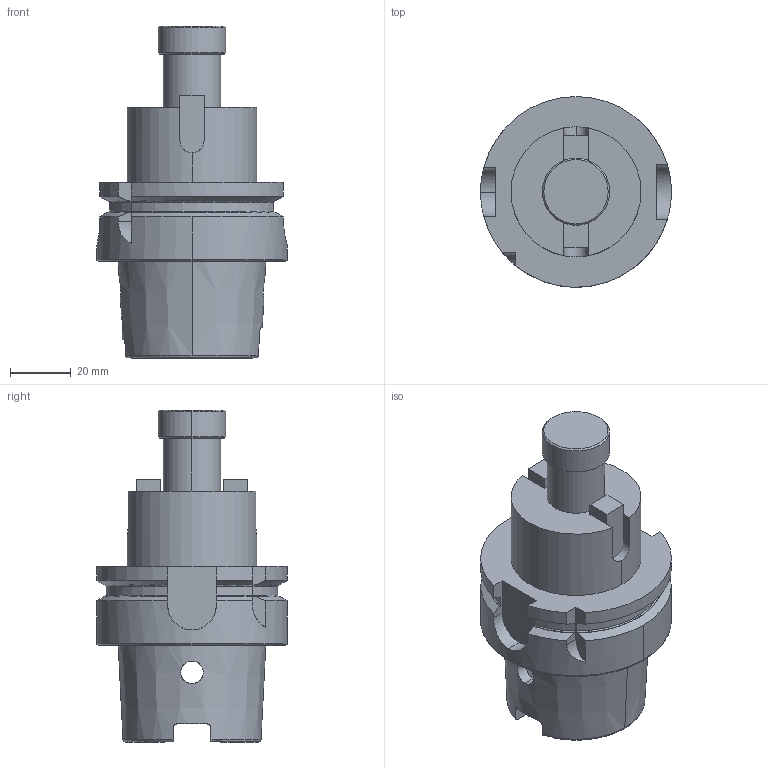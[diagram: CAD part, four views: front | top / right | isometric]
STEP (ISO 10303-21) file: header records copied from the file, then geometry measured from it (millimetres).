
FILE_DESCRIPTION (( 'STEP AP203' ), '1' );
FILE_NAME ('STP-SATE-93500.STEP', '2019-01-19T06:56:51', ( '' ), ( '' ), 'SwSTEP 2.0', 'SolidWorks 2017', '' );
FILE_SCHEMA (( 'CONFIG_CONTROL_DESIGN' ));
Length unit declared in the file: millimetre
Products named in the file (1): STP-SATE-93500
Bounding box: 63 x 63 x 109.65 mm (x, y, z)
Volume: 128100.9 mm3; surface area: 29763 mm2
Topology: 3 solids, 4 shells, 138 faces, 351 edges, 225 vertices
Faces by surface type: plane 48, cylinder 47, torus 24, cone 19
Entity records: 4842 total; most frequent: CARTESIAN_POINT 1435, ORIENTED_EDGE 702, DIRECTION 701, EDGE_CURVE 351, AXIS2_PLACEMENT_3D 279, VERTEX_POINT 225, EDGE_LOOP 146, VECTOR 143
